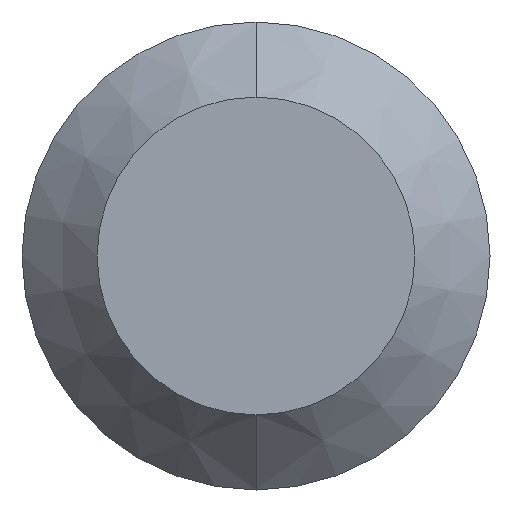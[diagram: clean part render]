
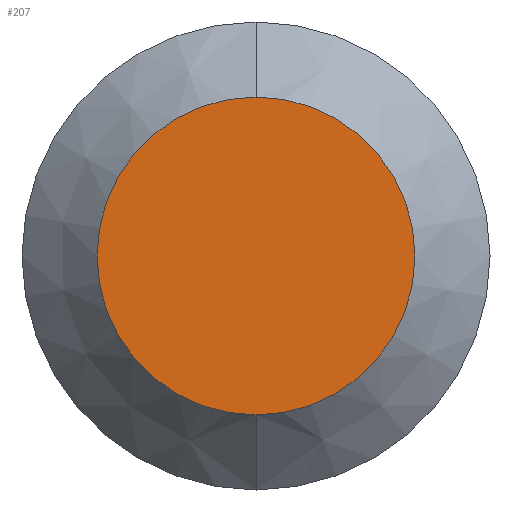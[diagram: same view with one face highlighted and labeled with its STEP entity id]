
A CAD part, front view. The second image highlights one B-rep face of the part: STEP entity #207.
In plain terms, the highlighted planar face has unit normal (0, -1, 0).
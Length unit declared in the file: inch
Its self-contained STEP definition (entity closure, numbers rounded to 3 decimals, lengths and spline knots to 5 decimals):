
#4 = ORIENTED_EDGE ( 'NONE', *, *, #41, .T. ) ;
#12 = CIRCLE ( 'NONE', #208, 0.04235 ) ;
#34 = CARTESIAN_POINT ( 'NONE',  ( 0., 0., -0.04235 ) ) ;
#38 = CARTESIAN_POINT ( 'NONE',  ( 0., 0., 0. ) ) ;
#40 = DIRECTION ( 'NONE',  ( 0., -1., 0. ) ) ;
#41 = EDGE_CURVE ( 'NONE', #142, #220, #12, .T. ) ;
#60 = CARTESIAN_POINT ( 'NONE',  ( 0., 0., 0.04235 ) ) ;
#61 = DIRECTION ( 'NONE',  ( 0., 1., 0. ) ) ;
#81 = ORIENTED_EDGE ( 'NONE', *, *, #222, .T. ) ;
#93 = CIRCLE ( 'NONE', #130, 0.04235 ) ;
#122 = AXIS2_PLACEMENT_3D ( 'NONE', #195, #61, #275 ) ;
#130 = AXIS2_PLACEMENT_3D ( 'NONE', #230, #228, #173 ) ;
#142 = VERTEX_POINT ( 'NONE', #34 ) ;
#173 = DIRECTION ( 'NONE',  ( 0., 0., 1. ) ) ;
#195 = CARTESIAN_POINT ( 'NONE',  ( 0., 0., 0. ) ) ;
#197 = PLANE ( 'NONE',  #122 ) ;
#207 = ADVANCED_FACE ( 'NONE', ( #212 ), #197, .F. ) ;
#208 = AXIS2_PLACEMENT_3D ( 'NONE', #38, #40, #276 ) ;
#212 = FACE_OUTER_BOUND ( 'NONE', #250, .T. ) ;
#220 = VERTEX_POINT ( 'NONE', #60 ) ;
#222 = EDGE_CURVE ( 'NONE', #220, #142, #93, .T. ) ;
#228 = DIRECTION ( 'NONE',  ( 0., -1., 0. ) ) ;
#230 = CARTESIAN_POINT ( 'NONE',  ( 0., 0., 0. ) ) ;
#250 = EDGE_LOOP ( 'NONE', ( #81, #4 ) ) ;
#275 = DIRECTION ( 'NONE',  ( 0., 0., 1. ) ) ;
#276 = DIRECTION ( 'NONE',  ( 0., 0., 1. ) ) ;
